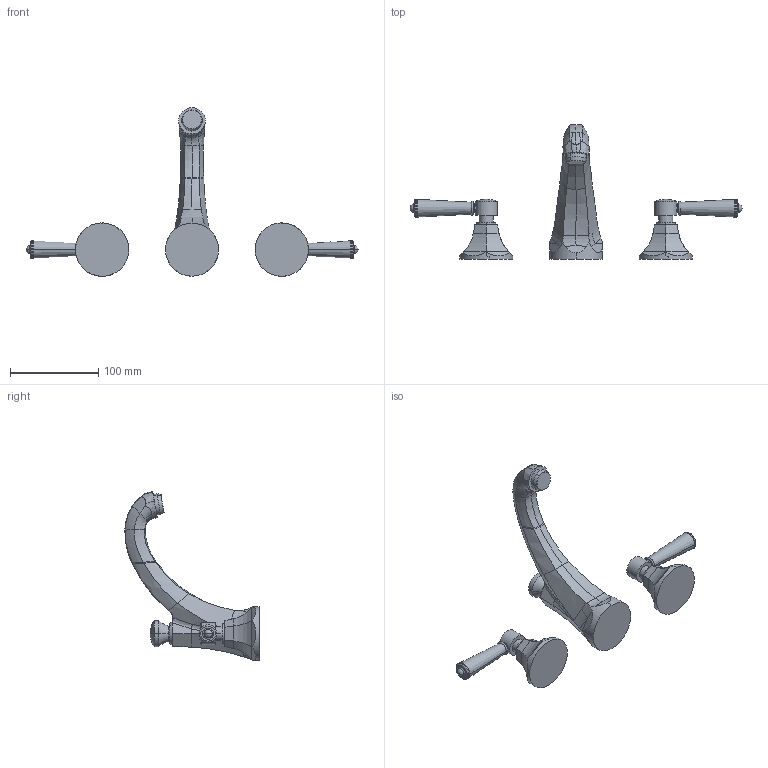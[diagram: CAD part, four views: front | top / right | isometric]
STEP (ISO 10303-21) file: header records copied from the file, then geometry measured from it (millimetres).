
FILE_DESCRIPTION((''),'2;1');
FILE_NAME('1200C','2020-11-26T13:34:35',('jinson.thomas'),(''),'CREO PARAMETRIC BY PTC INC, 2018400','CREO PARAMETRIC BY PTC INC, 2018400','');
FILE_SCHEMA(('CONFIG_CONTROL_DESIGN'));
Length unit declared in the file: inch
Products named in the file (1): 1200C
Bounding box: 375.56 x 151.84 x 190.68 mm (x, y, z)
Volume: 450853.9 mm3; surface area: 67606.6 mm2
Topology: 3 solids, 5 shells, 241 faces, 560 edges, 334 vertices
Faces by surface type: bspline 80, cylinder 72, plane 43, torus 22, cone 16, sphere 8
Entity records: 9573 total; most frequent: CARTESIAN_POINT 4826, ORIENTED_EDGE 1100, DIRECTION 741, EDGE_CURVE 550, VERTEX_POINT 334, AXIS2_PLACEMENT_3D 303, B_SPLINE_CURVE_WITH_KNOTS 273, EDGE_LOOP 256
